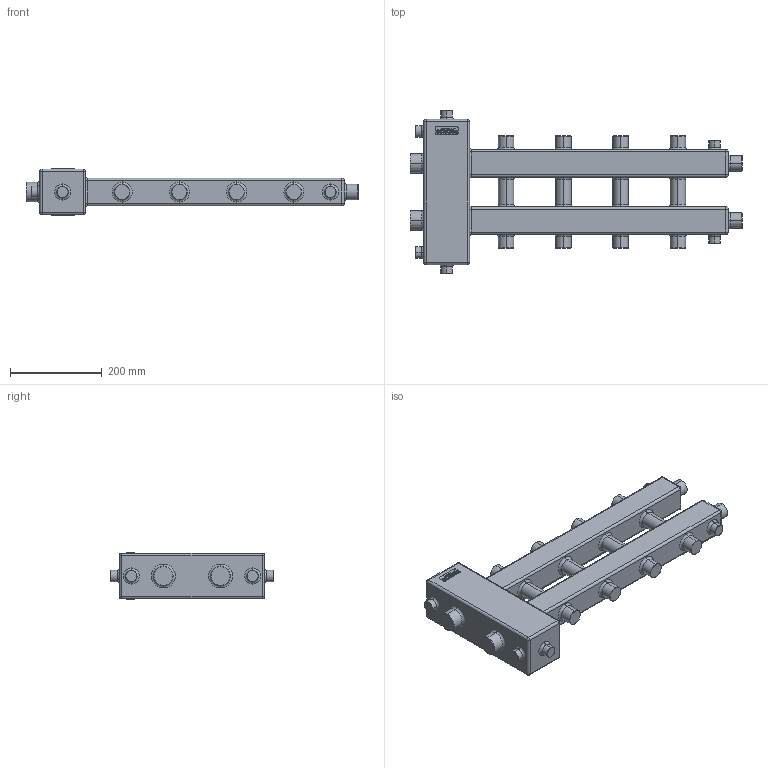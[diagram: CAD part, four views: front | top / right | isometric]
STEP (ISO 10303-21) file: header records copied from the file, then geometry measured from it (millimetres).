
FILE_DESCRIPTION (( 'STEP AP214' ), '1' );
FILE_NAME ('BM-100-5DU.10.STEP', '2017-01-28T15:33:26', ( '' ), ( '' ), 'SwSTEP 2.0', 'SolidWorks 2015', '' );
FILE_SCHEMA (( 'AUTOMOTIVE_DESIGN' ));
Length unit declared in the file: millimetre
Products named in the file (1): BM-100-5DU.10
Bounding box: 725 x 357 x 101 mm (x, y, z)
Volume: 7860177.5 mm3; surface area: 465509.9 mm2
Topology: 1 solids, 1 shells, 754 faces, 2002 edges, 1278 vertices
Faces by surface type: bspline 344, plane 210, cylinder 88, torus 60, cone 36, sphere 16
Entity records: 25482 total; most frequent: CARTESIAN_POINT 8503, ORIENTED_EDGE 3972, DIRECTION 2454, EDGE_CURVE 1986, VERTEX_POINT 1278, VECTOR 956, LINE 956, EDGE_LOOP 806
